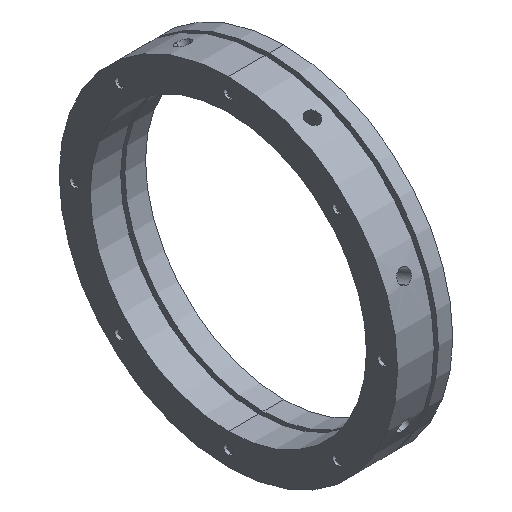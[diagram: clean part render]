
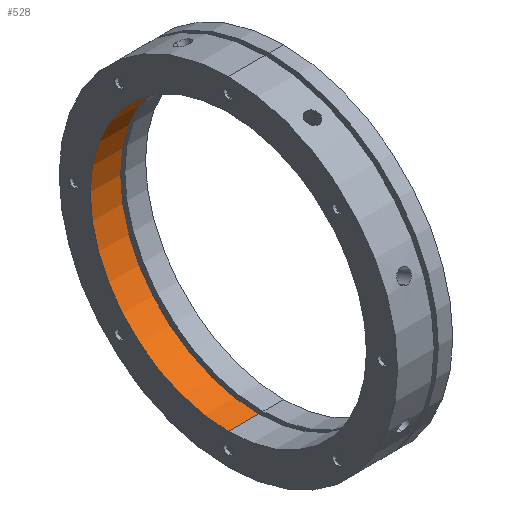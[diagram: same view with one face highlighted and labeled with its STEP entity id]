
A CAD part, isometric view. The second image highlights one B-rep face of the part: STEP entity #528.
In plain terms, the highlighted cylindrical face has radius 100 mm (diameter 200 mm), a partial arc.
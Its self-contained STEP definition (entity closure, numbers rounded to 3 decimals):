
#193 = LINE ( 'NONE', #5312, #194 ) ;
#194 = VECTOR ( 'NONE', #5310, 1000. ) ;
#213 = LINE ( 'NONE', #5317, #222 ) ;
#222 = VECTOR ( 'NONE', #5313, 1000. ) ;
#415 = CIRCLE ( 'NONE', #4814, 100. ) ;
#432 = CIRCLE ( 'NONE', #4827, 100. ) ;
#528 = ADVANCED_FACE ( 'NONE', ( #4630 ), #4644, .F. ) ;
#680 = EDGE_CURVE ( 'NONE', #2823, #2867, #432, .T. ) ;
#703 = EDGE_CURVE ( 'NONE', #2841, #2928, #415, .T. ) ;
#1641 = ORIENTED_EDGE ( 'NONE', *, *, #680, .F. ) ;
#1645 = ORIENTED_EDGE ( 'NONE', *, *, #703, .F. ) ;
#1660 = ORIENTED_EDGE ( 'NONE', *, *, #3034, .F. ) ;
#1682 = ORIENTED_EDGE ( 'NONE', *, *, #3036, .T. ) ;
#2527 = DIRECTION ( 'NONE',  ( 0., 0., -1. ) ) ;
#2529 = DIRECTION ( 'NONE',  ( 1., 0., 0. ) ) ;
#2531 = CARTESIAN_POINT ( 'NONE',  ( 20., 0., 0. ) ) ;
#2779 = EDGE_LOOP ( 'NONE', ( #1660, #1641, #1682, #1645 ) ) ;
#2823 = VERTEX_POINT ( 'NONE', #4227 ) ;
#2841 = VERTEX_POINT ( 'NONE', #4236 ) ;
#2867 = VERTEX_POINT ( 'NONE', #4260 ) ;
#2928 = VERTEX_POINT ( 'NONE', #4352 ) ;
#3034 = EDGE_CURVE ( 'NONE', #2867, #2841, #193, .T. ) ;
#3036 = EDGE_CURVE ( 'NONE', #2823, #2928, #213, .T. ) ;
#3471 = CARTESIAN_POINT ( 'NONE',  ( 0., 0., 0. ) ) ;
#3472 = DIRECTION ( 'NONE',  ( 1., 0., 0. ) ) ;
#3473 = DIRECTION ( 'NONE',  ( 0., 0., -1. ) ) ;
#3574 = CARTESIAN_POINT ( 'NONE',  ( 22., 0., 0. ) ) ;
#3575 = DIRECTION ( 'NONE',  ( -1., 0., 0. ) ) ;
#3576 = DIRECTION ( 'NONE',  ( 0., 0., -1. ) ) ;
#4227 = CARTESIAN_POINT ( 'NONE',  ( 0., 0., -100. ) ) ;
#4236 = CARTESIAN_POINT ( 'NONE',  ( 22., 0., 100. ) ) ;
#4260 = CARTESIAN_POINT ( 'NONE',  ( 0., 0., 100. ) ) ;
#4352 = CARTESIAN_POINT ( 'NONE',  ( 22., 0., -100. ) ) ;
#4630 = FACE_OUTER_BOUND ( 'NONE', #2779, .T. ) ;
#4644 = CYLINDRICAL_SURFACE ( 'NONE', #5015, 100. ) ;
#4814 = AXIS2_PLACEMENT_3D ( 'NONE', #3574, #3575, #3576 ) ;
#4827 = AXIS2_PLACEMENT_3D ( 'NONE', #3471, #3472, #3473 ) ;
#5015 = AXIS2_PLACEMENT_3D ( 'NONE', #2531, #2529, #2527 ) ;
#5310 = DIRECTION ( 'NONE',  ( 1., 0., 0. ) ) ;
#5312 = CARTESIAN_POINT ( 'NONE',  ( 20., 0., 100. ) ) ;
#5313 = DIRECTION ( 'NONE',  ( 1., 0., 0. ) ) ;
#5317 = CARTESIAN_POINT ( 'NONE',  ( 20., 0., -100. ) ) ;
